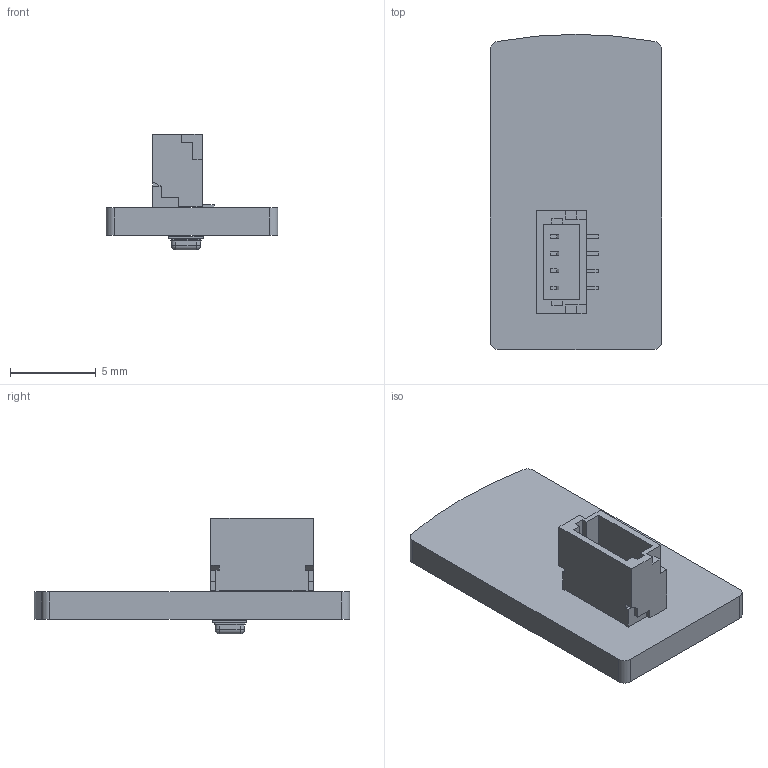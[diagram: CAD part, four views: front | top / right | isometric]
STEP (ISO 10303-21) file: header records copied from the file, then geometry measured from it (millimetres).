
FILE_DESCRIPTION(('KiCad electronic assembly'),'2;1');
FILE_NAME('baro-qwiic.step','2023-03-04T20:13:49',('Pcbnew'),('Kicad'), 'Open CASCADE STEP processor 7.5','KiCad to STEP converter','Unknown' );
FILE_SCHEMA(('AUTOMOTIVE_DESIGN { 1 0 10303 214 1 1 1 1 }'));
Length unit declared in the file: millimetre
Products named in the file (6): baro-qwiic 1; BM04B-SRSS; SOLID; BMP388; COMPOUND; baro-temp-qwiic PCB
Assembly tree (5 placements, depth 3):
  baro-qwiic 1
    BM04B-SRSS
      SOLID
    BMP388
      COMPOUND
    baro-temp-qwiic PCB
Bounding box: 10 x 18.4 x 6.75 mm (x, y, z)
Volume: 336.4 mm3; surface area: 642.5 mm2
Topology: 15 solids, 15 shells, 305 faces, 730 edges, 464 vertices
Faces by surface type: plane 250, cylinder 39, sphere 8, torus 8
Entity records: 19035 total; most frequent: CARTESIAN_POINT 3613, DIRECTION 2826, LINE 2002, VECTOR 2002, ORIENTED_EDGE 1444, PCURVE 1444, DEFINITIONAL_REPRESENTATION 1444, EDGE_CURVE 722
